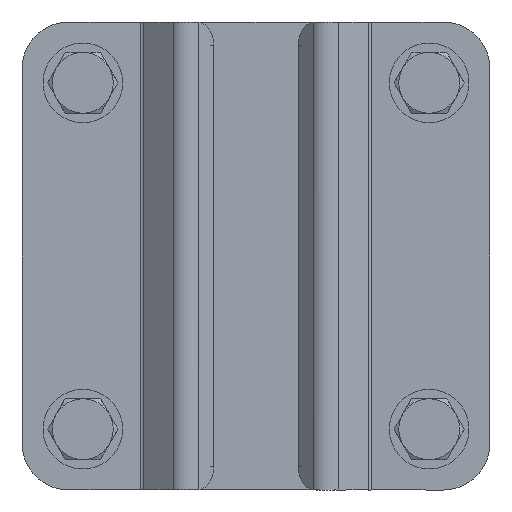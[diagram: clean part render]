
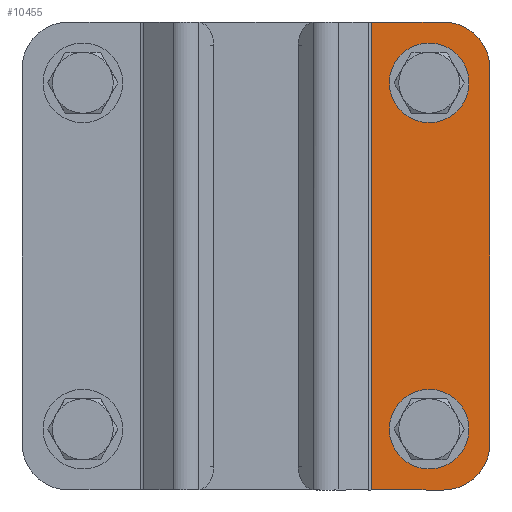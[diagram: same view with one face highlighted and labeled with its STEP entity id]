
A CAD part, front view. The second image highlights one B-rep face of the part: STEP entity #10455.
In plain terms, the highlighted planar face has unit normal (0, -1, 0).
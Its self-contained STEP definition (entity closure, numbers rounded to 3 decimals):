
#238 = EDGE_LOOP ( 'NONE', ( #15624, #1407, #4552, #7413, #10878, #3225 ) ) ;
#278 = VECTOR ( 'NONE', #14798, 1000. ) ;
#282 = EDGE_CURVE ( 'NONE', #12282, #15184, #9683, .T. ) ;
#761 = CIRCLE ( 'NONE', #12800, 10. ) ;
#765 = CARTESIAN_POINT ( 'NONE',  ( 50., 0., -4.066 ) ) ;
#907 = DIRECTION ( 'NONE',  ( 0., 1., 0. ) ) ;
#1134 = EDGE_CURVE ( 'NONE', #15036, #13667, #14428, .T. ) ;
#1193 = ORIENTED_EDGE ( 'NONE', *, *, #1859, .T. ) ;
#1407 = ORIENTED_EDGE ( 'NONE', *, *, #4091, .F. ) ;
#1648 = EDGE_LOOP ( 'NONE', ( #1193, #15009 ) ) ;
#1681 = LINE ( 'NONE', #12696, #11072 ) ;
#1703 = DIRECTION ( 'NONE',  ( 0., 0., 1. ) ) ;
#1775 = FACE_OUTER_BOUND ( 'NONE', #238, .T. ) ;
#1858 = CARTESIAN_POINT ( 'NONE',  ( -37., 0., 12.75 ) ) ;
#1859 = EDGE_CURVE ( 'NONE', #2656, #2825, #12861, .T. ) ;
#2002 = DIRECTION ( 'NONE',  ( 0., 0., 1. ) ) ;
#2032 = DIRECTION ( 'NONE',  ( 0., 0., 1. ) ) ;
#2086 = DIRECTION ( 'NONE',  ( 0., 0., 1. ) ) ;
#2239 = DIRECTION ( 'NONE',  ( 0., 1., 0. ) ) ;
#2251 = DIRECTION ( 'NONE',  ( 0., 1., 0. ) ) ;
#2644 = CARTESIAN_POINT ( 'NONE',  ( 50., 0., -4.066 ) ) ;
#2656 = VERTEX_POINT ( 'NONE', #1858 ) ;
#2825 = VERTEX_POINT ( 'NONE', #9058 ) ;
#2950 = DIRECTION ( 'NONE',  ( 0., -1., 0. ) ) ;
#3108 = DIRECTION ( 'NONE',  ( 0., 1., 0. ) ) ;
#3165 = VECTOR ( 'NONE', #5709, 1000. ) ;
#3225 = ORIENTED_EDGE ( 'NONE', *, *, #5001, .F. ) ;
#3390 = CARTESIAN_POINT ( 'NONE',  ( 50., 0., -21.25 ) ) ;
#3507 = DIRECTION ( 'NONE',  ( 0., 0., 1. ) ) ;
#3550 = CARTESIAN_POINT ( 'NONE',  ( 40., 0., 11.25 ) ) ;
#3560 = ORIENTED_EDGE ( 'NONE', *, *, #1134, .T. ) ;
#3682 = CIRCLE ( 'NONE', #5315, 10. ) ;
#3729 = LINE ( 'NONE', #13548, #278 ) ;
#3952 = EDGE_CURVE ( 'NONE', #2825, #2656, #8192, .T. ) ;
#4091 = EDGE_CURVE ( 'NONE', #9660, #12282, #9314, .T. ) ;
#4487 = CARTESIAN_POINT ( 'NONE',  ( 40., 0., 21.25 ) ) ;
#4552 = ORIENTED_EDGE ( 'NONE', *, *, #11529, .T. ) ;
#4580 = AXIS2_PLACEMENT_3D ( 'NONE', #13161, #2239, #2032 ) ;
#4767 = AXIS2_PLACEMENT_3D ( 'NONE', #11887, #907, #5801 ) ;
#4860 = FACE_BOUND ( 'NONE', #1648, .T. ) ;
#5001 = EDGE_CURVE ( 'NONE', #15184, #5308, #3729, .T. ) ;
#5003 = CARTESIAN_POINT ( 'NONE',  ( -50., 0., -4.066 ) ) ;
#5071 = EDGE_CURVE ( 'NONE', #13667, #15036, #14269, .T. ) ;
#5308 = VERTEX_POINT ( 'NONE', #13426 ) ;
#5315 = AXIS2_PLACEMENT_3D ( 'NONE', #3550, #12035, #13159 ) ;
#5709 = DIRECTION ( 'NONE',  ( -1., 0., 0. ) ) ;
#5718 = CARTESIAN_POINT ( 'NONE',  ( -37., 0., 8.25 ) ) ;
#5801 = DIRECTION ( 'NONE',  ( 0., 0., 1. ) ) ;
#5915 = CARTESIAN_POINT ( 'NONE',  ( 37., 0., 8.25 ) ) ;
#6947 = FACE_BOUND ( 'NONE', #8549, .T. ) ;
#7413 = ORIENTED_EDGE ( 'NONE', *, *, #9601, .F. ) ;
#7478 = VERTEX_POINT ( 'NONE', #4487 ) ;
#7788 = CARTESIAN_POINT ( 'NONE',  ( 37., 0., 3.75 ) ) ;
#7877 = CARTESIAN_POINT ( 'NONE',  ( -40., 0., 11.25 ) ) ;
#8192 = CIRCLE ( 'NONE', #15480, 4.5 ) ;
#8549 = EDGE_LOOP ( 'NONE', ( #3560, #9941 ) ) ;
#8986 = CARTESIAN_POINT ( 'NONE',  ( 50., 0., 11.25 ) ) ;
#9036 = DIRECTION ( 'NONE',  ( 1., 0., 0. ) ) ;
#9058 = CARTESIAN_POINT ( 'NONE',  ( -37., 0., 3.75 ) ) ;
#9314 = LINE ( 'NONE', #3390, #14100 ) ;
#9383 = PLANE ( 'NONE',  #4580 ) ;
#9601 = EDGE_CURVE ( 'NONE', #15408, #7478, #1681, .T. ) ;
#9660 = VERTEX_POINT ( 'NONE', #8986 ) ;
#9683 = LINE ( 'NONE', #765, #3165 ) ;
#9941 = ORIENTED_EDGE ( 'NONE', *, *, #5071, .T. ) ;
#10455 = ADVANCED_FACE ( 'NONE', ( #1775, #4860, #6947 ), #9383, .F. ) ;
#10503 = AXIS2_PLACEMENT_3D ( 'NONE', #5915, #2251, #3507 ) ;
#10505 = CARTESIAN_POINT ( 'NONE',  ( -37., 0., 8.25 ) ) ;
#10878 = ORIENTED_EDGE ( 'NONE', *, *, #13053, .T. ) ;
#11072 = VECTOR ( 'NONE', #9036, 1000. ) ;
#11512 = CARTESIAN_POINT ( 'NONE',  ( -40., 0., 21.25 ) ) ;
#11529 = EDGE_CURVE ( 'NONE', #9660, #7478, #3682, .T. ) ;
#11887 = CARTESIAN_POINT ( 'NONE',  ( 37., 0., 8.25 ) ) ;
#12035 = DIRECTION ( 'NONE',  ( 0., -1., 0. ) ) ;
#12282 = VERTEX_POINT ( 'NONE', #2644 ) ;
#12696 = CARTESIAN_POINT ( 'NONE',  ( -50., 0., 21.25 ) ) ;
#12800 = AXIS2_PLACEMENT_3D ( 'NONE', #7877, #2950, #1703 ) ;
#12861 = CIRCLE ( 'NONE', #13392, 4.5 ) ;
#13024 = CARTESIAN_POINT ( 'NONE',  ( 37., 0., 12.75 ) ) ;
#13053 = EDGE_CURVE ( 'NONE', #15408, #5308, #761, .T. ) ;
#13159 = DIRECTION ( 'NONE',  ( 0., 0., 1. ) ) ;
#13161 = CARTESIAN_POINT ( 'NONE',  ( 50., 0., 21.25 ) ) ;
#13162 = DIRECTION ( 'NONE',  ( 0., 0., -1. ) ) ;
#13392 = AXIS2_PLACEMENT_3D ( 'NONE', #5718, #3108, #2002 ) ;
#13426 = CARTESIAN_POINT ( 'NONE',  ( -50., 0., 11.25 ) ) ;
#13548 = CARTESIAN_POINT ( 'NONE',  ( -50., 0., -21.25 ) ) ;
#13667 = VERTEX_POINT ( 'NONE', #7788 ) ;
#14100 = VECTOR ( 'NONE', #13162, 1000. ) ;
#14269 = CIRCLE ( 'NONE', #4767, 4.5 ) ;
#14428 = CIRCLE ( 'NONE', #10503, 4.5 ) ;
#14798 = DIRECTION ( 'NONE',  ( 0., 0., 1. ) ) ;
#15009 = ORIENTED_EDGE ( 'NONE', *, *, #3952, .T. ) ;
#15036 = VERTEX_POINT ( 'NONE', #13024 ) ;
#15184 = VERTEX_POINT ( 'NONE', #5003 ) ;
#15408 = VERTEX_POINT ( 'NONE', #11512 ) ;
#15480 = AXIS2_PLACEMENT_3D ( 'NONE', #10505, #15572, #2086 ) ;
#15572 = DIRECTION ( 'NONE',  ( 0., 1., 0. ) ) ;
#15624 = ORIENTED_EDGE ( 'NONE', *, *, #282, .F. ) ;
